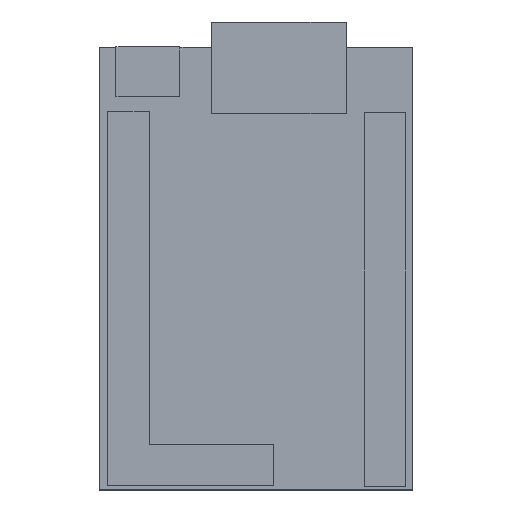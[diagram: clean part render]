
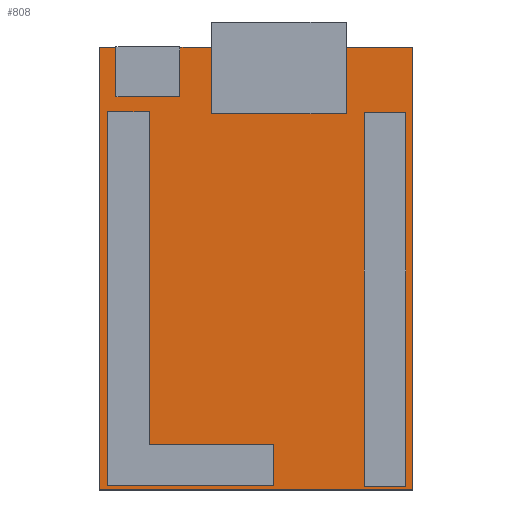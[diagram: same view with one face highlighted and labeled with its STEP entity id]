
A CAD part, top view. The second image highlights one B-rep face of the part: STEP entity #808.
In plain terms, the highlighted planar face has unit normal (0, 0, 1).
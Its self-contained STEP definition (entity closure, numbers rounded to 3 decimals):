
#357 = EDGE_CURVE('',#358,#360,#362,.T.);
#358 = VERTEX_POINT('',#359);
#359 = CARTESIAN_POINT('',(9.025,-14.1,-4.8));
#360 = VERTEX_POINT('',#361);
#361 = CARTESIAN_POINT('',(6.525,-14.1,-4.8));
#362 = LINE('',#363,#364);
#363 = CARTESIAN_POINT('',(3.263,-14.1,-4.8));
#364 = VECTOR('',#365,1.);
#365 = DIRECTION('',(-1.,0.,0.));
#397 = EDGE_CURVE('',#360,#398,#400,.T.);
#398 = VERTEX_POINT('',#399);
#399 = CARTESIAN_POINT('',(6.525,8.4,-4.8));
#400 = LINE('',#401,#402);
#401 = CARTESIAN_POINT('',(6.525,3.713,-4.8));
#402 = VECTOR('',#403,1.);
#403 = DIRECTION('',(0.,1.,0.));
#428 = EDGE_CURVE('',#398,#429,#431,.T.);
#429 = VERTEX_POINT('',#430);
#430 = CARTESIAN_POINT('',(9.025,8.4,-4.8));
#431 = LINE('',#432,#433);
#432 = CARTESIAN_POINT('',(4.513,8.4,-4.8));
#433 = VECTOR('',#434,1.);
#434 = DIRECTION('',(1.,0.,0.));
#459 = EDGE_CURVE('',#429,#358,#460,.T.);
#460 = LINE('',#461,#462);
#461 = CARTESIAN_POINT('',(9.025,-7.538,-4.8));
#462 = VECTOR('',#463,1.);
#463 = DIRECTION('',(0.,-1.,0.));
#493 = EDGE_CURVE('',#494,#496,#498,.T.);
#494 = VERTEX_POINT('',#495);
#495 = CARTESIAN_POINT('',(-8.925,-14.05,-4.8));
#496 = VERTEX_POINT('',#497);
#497 = CARTESIAN_POINT('',(-8.925,8.45,-4.8));
#498 = LINE('',#499,#500);
#499 = CARTESIAN_POINT('',(-8.925,3.738,-4.8));
#500 = VECTOR('',#501,1.);
#501 = DIRECTION('',(0.,1.,0.));
#533 = EDGE_CURVE('',#496,#534,#536,.T.);
#534 = VERTEX_POINT('',#535);
#535 = CARTESIAN_POINT('',(-6.425,8.45,-4.8));
#536 = LINE('',#537,#538);
#537 = CARTESIAN_POINT('',(-3.213,8.45,-4.8));
#538 = VECTOR('',#539,1.);
#539 = DIRECTION('',(1.,0.,0.));
#564 = EDGE_CURVE('',#534,#565,#567,.T.);
#565 = VERTEX_POINT('',#566);
#566 = CARTESIAN_POINT('',(-6.425,-11.55,-4.8));
#567 = LINE('',#568,#569);
#568 = CARTESIAN_POINT('',(-6.425,-6.263,-4.8));
#569 = VECTOR('',#570,1.);
#570 = DIRECTION('',(0.,-1.,0.));
#595 = EDGE_CURVE('',#565,#596,#598,.T.);
#596 = VERTEX_POINT('',#597);
#597 = CARTESIAN_POINT('',(1.075,-11.55,-4.8));
#598 = LINE('',#599,#600);
#599 = CARTESIAN_POINT('',(0.538,-11.55,-4.8));
#600 = VECTOR('',#601,1.);
#601 = DIRECTION('',(1.,0.,0.));
#626 = EDGE_CURVE('',#596,#627,#629,.T.);
#627 = VERTEX_POINT('',#628);
#628 = CARTESIAN_POINT('',(1.075,-14.05,-4.8));
#629 = LINE('',#630,#631);
#630 = CARTESIAN_POINT('',(1.075,-7.513,-4.8));
#631 = VECTOR('',#632,1.);
#632 = DIRECTION('',(0.,-1.,0.));
#657 = EDGE_CURVE('',#627,#494,#658,.T.);
#658 = LINE('',#659,#660);
#659 = CARTESIAN_POINT('',(-4.463,-14.05,-4.8));
#660 = VECTOR('',#661,1.);
#661 = DIRECTION('',(-1.,0.,0.));
#693 = EDGE_CURVE('',#694,#696,#698,.T.);
#694 = VERTEX_POINT('',#695);
#695 = CARTESIAN_POINT('',(-4.575,12.35,-4.8));
#696 = VERTEX_POINT('',#697);
#697 = CARTESIAN_POINT('',(-4.575,9.35,-4.8));
#698 = LINE('',#699,#700);
#699 = CARTESIAN_POINT('',(-4.575,4.188,-4.8));
#700 = VECTOR('',#701,1.);
#701 = DIRECTION('',(0.,-1.,0.));
#733 = EDGE_CURVE('',#696,#734,#736,.T.);
#734 = VERTEX_POINT('',#735);
#735 = CARTESIAN_POINT('',(-8.425,9.35,-4.8));
#736 = LINE('',#737,#738);
#737 = CARTESIAN_POINT('',(-4.213,9.35,-4.8));
#738 = VECTOR('',#739,1.);
#739 = DIRECTION('',(-1.,0.,0.));
#764 = EDGE_CURVE('',#734,#765,#767,.T.);
#765 = VERTEX_POINT('',#766);
#766 = CARTESIAN_POINT('',(-8.425,12.35,-4.8));
#767 = LINE('',#768,#769);
#768 = CARTESIAN_POINT('',(-8.425,5.688,-4.8));
#769 = VECTOR('',#770,1.);
#770 = DIRECTION('',(0.,1.,0.));
#808 = ADVANCED_FACE('',(#809,#815,#823),#898,.T.);
#809 = FACE_BOUND('',#810,.T.);
#810 = EDGE_LOOP('',(#811,#812,#813,#814));
#811 = ORIENTED_EDGE('',*,*,#357,.T.);
#812 = ORIENTED_EDGE('',*,*,#397,.T.);
#813 = ORIENTED_EDGE('',*,*,#428,.T.);
#814 = ORIENTED_EDGE('',*,*,#459,.T.);
#815 = FACE_BOUND('',#816,.T.);
#816 = EDGE_LOOP('',(#817,#818,#819,#820,#821,#822));
#817 = ORIENTED_EDGE('',*,*,#493,.T.);
#818 = ORIENTED_EDGE('',*,*,#533,.T.);
#819 = ORIENTED_EDGE('',*,*,#564,.T.);
#820 = ORIENTED_EDGE('',*,*,#595,.T.);
#821 = ORIENTED_EDGE('',*,*,#626,.T.);
#822 = ORIENTED_EDGE('',*,*,#657,.T.);
#823 = FACE_BOUND('',#824,.T.);
#824 = EDGE_LOOP('',(#825,#826,#827,#828,#836,#844,#852,#860,#868,#876,
    #884,#892));
#825 = ORIENTED_EDGE('',*,*,#693,.T.);
#826 = ORIENTED_EDGE('',*,*,#733,.T.);
#827 = ORIENTED_EDGE('',*,*,#764,.T.);
#828 = ORIENTED_EDGE('',*,*,#829,.F.);
#829 = EDGE_CURVE('',#830,#765,#832,.T.);
#830 = VERTEX_POINT('',#831);
#831 = CARTESIAN_POINT('',(-9.425,12.35,-4.8));
#832 = LINE('',#833,#834);
#833 = CARTESIAN_POINT('',(-9.425,12.35,-4.8));
#834 = VECTOR('',#835,1.);
#835 = DIRECTION('',(1.,0.,0.));
#836 = ORIENTED_EDGE('',*,*,#837,.F.);
#837 = EDGE_CURVE('',#838,#830,#840,.T.);
#838 = VERTEX_POINT('',#839);
#839 = CARTESIAN_POINT('',(-9.425,-14.3,-4.8));
#840 = LINE('',#841,#842);
#841 = CARTESIAN_POINT('',(-9.425,-14.3,-4.8));
#842 = VECTOR('',#843,1.);
#843 = DIRECTION('',(0.,1.,0.));
#844 = ORIENTED_EDGE('',*,*,#845,.F.);
#845 = EDGE_CURVE('',#846,#838,#848,.T.);
#846 = VERTEX_POINT('',#847);
#847 = CARTESIAN_POINT('',(9.425,-14.3,-4.8));
#848 = LINE('',#849,#850);
#849 = CARTESIAN_POINT('',(9.425,-14.3,-4.8));
#850 = VECTOR('',#851,1.);
#851 = DIRECTION('',(-1.,0.,0.));
#852 = ORIENTED_EDGE('',*,*,#853,.F.);
#853 = EDGE_CURVE('',#854,#846,#856,.T.);
#854 = VERTEX_POINT('',#855);
#855 = CARTESIAN_POINT('',(9.425,12.35,-4.8));
#856 = LINE('',#857,#858);
#857 = CARTESIAN_POINT('',(9.425,12.35,-4.8));
#858 = VECTOR('',#859,1.);
#859 = DIRECTION('',(0.,-1.,0.));
#860 = ORIENTED_EDGE('',*,*,#861,.F.);
#861 = EDGE_CURVE('',#862,#854,#864,.T.);
#862 = VERTEX_POINT('',#863);
#863 = CARTESIAN_POINT('',(5.425,12.35,-4.8));
#864 = LINE('',#865,#866);
#865 = CARTESIAN_POINT('',(-9.425,12.35,-4.8));
#866 = VECTOR('',#867,1.);
#867 = DIRECTION('',(1.,0.,0.));
#868 = ORIENTED_EDGE('',*,*,#869,.T.);
#869 = EDGE_CURVE('',#862,#870,#872,.T.);
#870 = VERTEX_POINT('',#871);
#871 = CARTESIAN_POINT('',(5.425,8.35,-4.8));
#872 = LINE('',#873,#874);
#873 = CARTESIAN_POINT('',(5.425,3.688,-4.8));
#874 = VECTOR('',#875,1.);
#875 = DIRECTION('',(0.,-1.,0.));
#876 = ORIENTED_EDGE('',*,*,#877,.T.);
#877 = EDGE_CURVE('',#870,#878,#880,.T.);
#878 = VERTEX_POINT('',#879);
#879 = CARTESIAN_POINT('',(-2.675,8.35,-4.8));
#880 = LINE('',#881,#882);
#881 = CARTESIAN_POINT('',(-1.338,8.35,-4.8));
#882 = VECTOR('',#883,1.);
#883 = DIRECTION('',(-1.,0.,0.));
#884 = ORIENTED_EDGE('',*,*,#885,.T.);
#885 = EDGE_CURVE('',#878,#886,#888,.T.);
#886 = VERTEX_POINT('',#887);
#887 = CARTESIAN_POINT('',(-2.675,12.35,-4.8));
#888 = LINE('',#889,#890);
#889 = CARTESIAN_POINT('',(-2.675,6.438,-4.8));
#890 = VECTOR('',#891,1.);
#891 = DIRECTION('',(0.,1.,0.));
#892 = ORIENTED_EDGE('',*,*,#893,.F.);
#893 = EDGE_CURVE('',#694,#886,#894,.T.);
#894 = LINE('',#895,#896);
#895 = CARTESIAN_POINT('',(-9.425,12.35,-4.8));
#896 = VECTOR('',#897,1.);
#897 = DIRECTION('',(1.,0.,0.));
#898 = PLANE('',#899);
#899 = AXIS2_PLACEMENT_3D('',#900,#901,#902);
#900 = CARTESIAN_POINT('',(0.,-0.975,-4.8));
#901 = DIRECTION('',(0.,0.,1.));
#902 = DIRECTION('',(0.,1.,0.));
